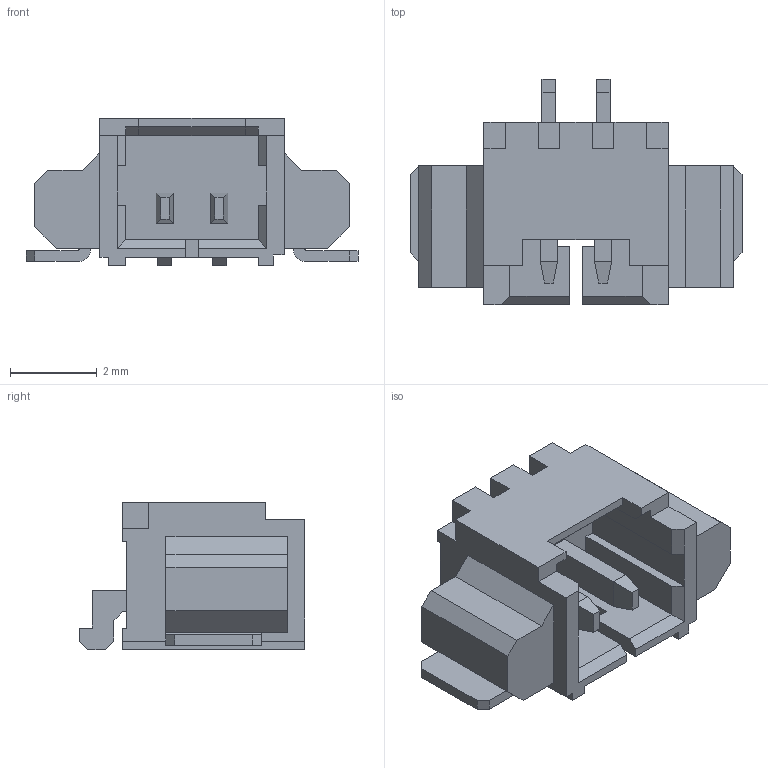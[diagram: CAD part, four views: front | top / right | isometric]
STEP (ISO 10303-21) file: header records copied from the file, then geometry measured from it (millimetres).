
FILE_DESCRIPTION((''),'2;1');
FILE_NAME('MOLEX_53261-0271.stp','2011-01-24T10:57:55',(''),(''),'Mechanical Desktop 2011','Mechanical Desktop 2011',', , ');
FILE_SCHEMA(('AUTOMOTIVE_DESIGN { 1 2 10303 214 1 1 1 1 }'));
Length unit declared in the file: millimetre
Products named in the file (1): Product
Bounding box: 7.65 x 5.2 x 3.4 mm (x, y, z)
Volume: 48.1 mm3; surface area: 208 mm2
Topology: 7 solids, 7 shells, 199 faces, 526 edges, 344 vertices
Faces by surface type: plane 174, bspline 20, cylinder 5
Entity records: 6133 total; most frequent: CARTESIAN_POINT 1200, ORIENTED_EDGE 1052, DIRECTION 908, EDGE_CURVE 526, VECTOR 504, LINE 504, VERTEX_POINT 344, AXIS2_PLACEMENT_3D 202
